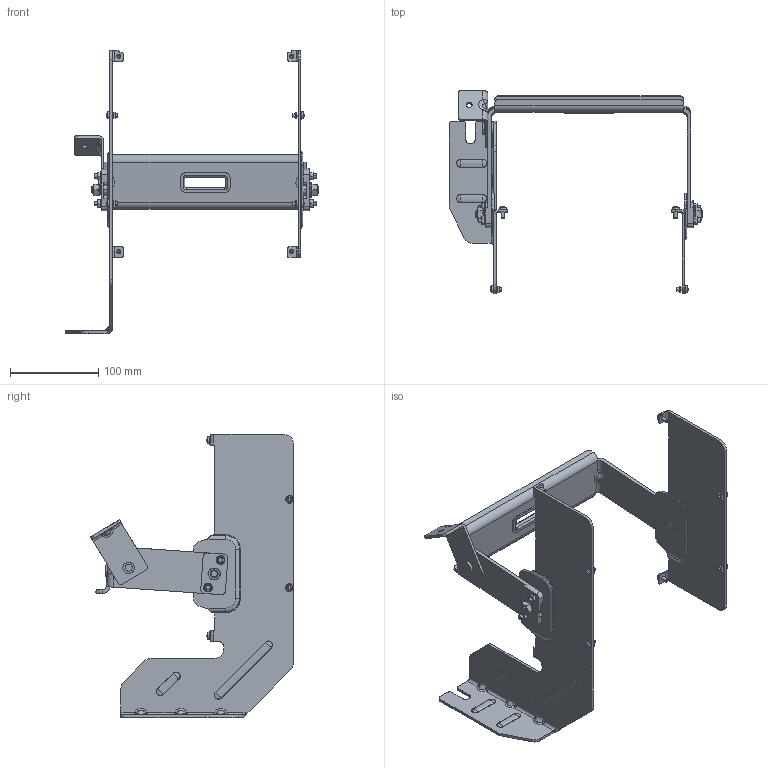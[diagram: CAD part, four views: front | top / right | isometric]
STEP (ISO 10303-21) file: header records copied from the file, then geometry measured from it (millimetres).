
FILE_DESCRIPTION((''),'2;1');
FILE_NAME('1SDH002065A2078_IGES','2022-06-17T14:53:21',('ITMADEL7'),(''),'CREO PARAMETRIC BY PTC INC, 2019030','CREO PARAMETRIC BY PTC INC, 2019030','');
FILE_SCHEMA(('AUTOMOTIVE_DESIGN { 1 0 10303 214 1 1 1 1 }'));
Products named in the file (1): 1SDH002065A2078_IGES
Bounding box: 287 x 229.33 x 320 mm (x, y, z)
Volume: 334781.6 mm3; surface area: 215579.8 mm2
Topology: 5 solids, 23 shells, 2159 faces, 5690 edges, 3686 vertices
Faces by surface type: plane 721, extrusion 699, cylinder 464, cone 128, sphere 60, torus 48, bspline 39
Entity records: 82006 total; most frequent: CARTESIAN_POINT 25641, ORIENTED_EDGE 11300, DIRECTION 8831, EDGE_CURVE 5670, VERTEX_POINT 3686, VECTOR 3363, AXIS2_PLACEMENT_3D 2734, LINE 2664
